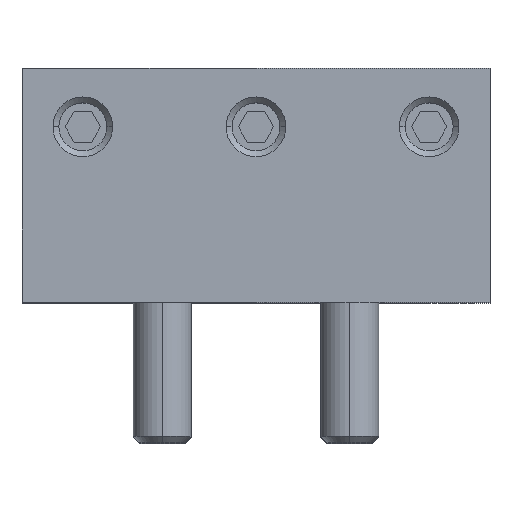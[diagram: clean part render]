
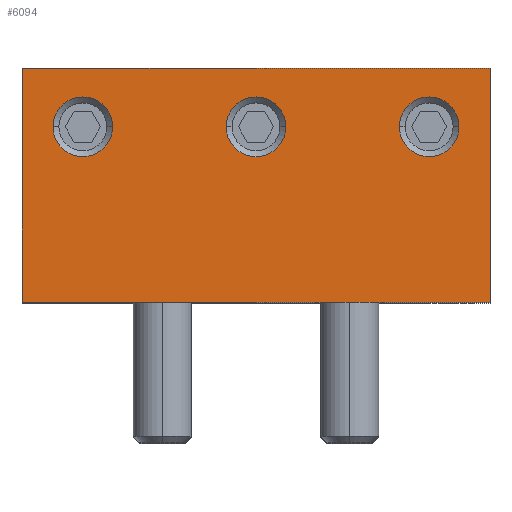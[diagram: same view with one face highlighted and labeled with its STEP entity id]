
A CAD part, top view. The second image highlights one B-rep face of the part: STEP entity #6094.
In plain terms, the highlighted planar face has unit normal (0, 0, 1).
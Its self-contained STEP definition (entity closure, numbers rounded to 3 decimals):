
#86 = CIRCLE ( 'NONE', #764, 1.275 ) ;
#199 = DIRECTION ( 'NONE',  ( 0., 0., 1. ) ) ;
#223 = DIRECTION ( 'NONE',  ( 0., 0., 1. ) ) ;
#245 = CARTESIAN_POINT ( 'NONE',  ( 8.675, 7.5, 13. ) ) ;
#340 = CARTESIAN_POINT ( 'NONE',  ( 10., 10., 13. ) ) ;
#411 = AXIS2_PLACEMENT_3D ( 'NONE', #991, #223, #3666 ) ;
#427 = AXIS2_PLACEMENT_3D ( 'NONE', #5460, #8978, #7498 ) ;
#764 = AXIS2_PLACEMENT_3D ( 'NONE', #6509, #8583, #7154 ) ;
#845 = DIRECTION ( 'NONE',  ( 0., -1., 0. ) ) ;
#846 = LINE ( 'NONE', #340, #1714 ) ;
#991 = CARTESIAN_POINT ( 'NONE',  ( 0., 7.5, 13. ) ) ;
#1032 = LINE ( 'NONE', #4278, #8745 ) ;
#1086 = DIRECTION ( 'NONE',  ( -1., 0., 0. ) ) ;
#1099 = CARTESIAN_POINT ( 'NONE',  ( 7.4, 7.5, 13. ) ) ;
#1108 = FACE_BOUND ( 'NONE', #3240, .T. ) ;
#1213 = FACE_OUTER_BOUND ( 'NONE', #3298, .T. ) ;
#1313 = CARTESIAN_POINT ( 'NONE',  ( 1.275, 7.5, 13. ) ) ;
#1409 = CARTESIAN_POINT ( 'NONE',  ( 10., 10., 13. ) ) ;
#1456 = ORIENTED_EDGE ( 'NONE', *, *, #8439, .F. ) ;
#1525 = ORIENTED_EDGE ( 'NONE', *, *, #1589, .T. ) ;
#1589 = EDGE_CURVE ( 'Defeature ausgef�hrt1_33+Defeature ausgef�hrt1_32+Defeature ausgef�hrt1_30+Defeature ausgef�hrt1_31', #4643, #2232, #1032, .T. ) ;
#1654 = CARTESIAN_POINT ( 'NONE',  ( 6.125, 7.5, 13. ) ) ;
#1705 = CARTESIAN_POINT ( 'NONE',  ( -7.4, 7.5, 13. ) ) ;
#1714 = VECTOR ( 'NONE', #5205, 1000. ) ;
#1791 = CARTESIAN_POINT ( 'NONE',  ( -10., 0., 13. ) ) ;
#1955 = DIRECTION ( 'NONE',  ( 1., 0., 0. ) ) ;
#2034 = CIRCLE ( 'NONE', #3253, 1.275 ) ;
#2086 = VERTEX_POINT ( 'NONE', #4987 ) ;
#2138 = DIRECTION ( 'NONE',  ( 0., 0., -1. ) ) ;
#2232 = VERTEX_POINT ( 'NONE', #1791 ) ;
#2487 = CIRCLE ( 'NONE', #411, 1.275 ) ;
#2510 = DIRECTION ( 'NONE',  ( 0., 0., 1. ) ) ;
#2731 = VERTEX_POINT ( 'NONE', #1654 ) ;
#2737 = VERTEX_POINT ( 'NONE', #245 ) ;
#2842 = VERTEX_POINT ( 'NONE', #7207 ) ;
#2982 = DIRECTION ( 'NONE',  ( 1., 0., 0. ) ) ;
#3071 = DIRECTION ( 'NONE',  ( 1., 0., 0. ) ) ;
#3154 = CARTESIAN_POINT ( 'NONE',  ( -8.675, 7.5, 13. ) ) ;
#3184 = ORIENTED_EDGE ( 'NONE', *, *, #8466, .F. ) ;
#3240 = EDGE_LOOP ( 'NONE', ( #3184, #5199 ) ) ;
#3253 = AXIS2_PLACEMENT_3D ( 'NONE', #1099, #2510, #7445 ) ;
#3298 = EDGE_LOOP ( 'NONE', ( #8293, #6778, #8292, #1525 ) ) ;
#3370 = AXIS2_PLACEMENT_3D ( 'NONE', #8266, #4025, #1955 ) ;
#3450 = CIRCLE ( 'NONE', #3370, 1.275 ) ;
#3594 = ORIENTED_EDGE ( 'NONE', *, *, #6632, .F. ) ;
#3666 = DIRECTION ( 'NONE',  ( 1., 0., 0. ) ) ;
#3837 = AXIS2_PLACEMENT_3D ( 'NONE', #1705, #199, #3071 ) ;
#3991 = VERTEX_POINT ( 'NONE', #1313 ) ;
#4025 = DIRECTION ( 'NONE',  ( 0., 0., 1. ) ) ;
#4147 = LINE ( 'NONE', #6529, #7403 ) ;
#4278 = CARTESIAN_POINT ( 'NONE',  ( -10., 10., 13. ) ) ;
#4283 = EDGE_LOOP ( 'NONE', ( #5685, #5337 ) ) ;
#4299 = CARTESIAN_POINT ( 'NONE',  ( -1.275, 7.5, 13. ) ) ;
#4627 = VERTEX_POINT ( 'NONE', #5484 ) ;
#4643 = VERTEX_POINT ( 'NONE', #6138 ) ;
#4962 = EDGE_CURVE ( 'Defeature ausgef�hrt1_57+Defeature ausgef�hrt1_33+Defeature ausgef�hrt1_33+Defeature ausgef�hrt1_33', #7314, #2842, #7940, .T. ) ;
#4987 = CARTESIAN_POINT ( 'NONE',  ( 10., 10., 13. ) ) ;
#5060 = DIRECTION ( 'NONE',  ( 1., 0., 0. ) ) ;
#5177 = AXIS2_PLACEMENT_3D ( 'NONE', #1409, #2138, #1086 ) ;
#5199 = ORIENTED_EDGE ( 'NONE', *, *, #4962, .F. ) ;
#5205 = DIRECTION ( 'NONE',  ( 0., -1., 0. ) ) ;
#5206 = EDGE_CURVE ( 'Defeature ausgef�hrt1_30+Defeature ausgef�hrt1_33+Defeature ausgef�hrt1_32+Defeature ausgef�hrt1_34', #4643, #2086, #6430, .T. ) ;
#5337 = ORIENTED_EDGE ( 'NONE', *, *, #8513, .F. ) ;
#5460 = CARTESIAN_POINT ( 'NONE',  ( -7.4, 7.5, 13. ) ) ;
#5484 = CARTESIAN_POINT ( 'NONE',  ( 10., 0., 13. ) ) ;
#5685 = ORIENTED_EDGE ( 'NONE', *, *, #6723, .F. ) ;
#5719 = EDGE_CURVE ( 'Defeature ausgef�hrt1_33+Defeature ausgef�hrt1_31+Defeature ausgef�hrt1_32+Defeature ausgef�hrt1_34', #2232, #4627, #4147, .T. ) ;
#6094 = ADVANCED_FACE ( 'Defeature ausgef�hrt1_33', ( #1108, #6768, #8592, #1213 ), #8271, .F. ) ;
#6138 = CARTESIAN_POINT ( 'NONE',  ( -10., 10., 13. ) ) ;
#6379 = VERTEX_POINT ( 'NONE', #4299 ) ;
#6430 = LINE ( 'NONE', #6487, #8810 ) ;
#6487 = CARTESIAN_POINT ( 'NONE',  ( 10., 10., 13. ) ) ;
#6509 = CARTESIAN_POINT ( 'NONE',  ( 7.4, 7.5, 13. ) ) ;
#6529 = CARTESIAN_POINT ( 'NONE',  ( 10., 0., 13. ) ) ;
#6632 = EDGE_CURVE ( 'Defeature ausgef�hrt1_53+Defeature ausgef�hrt1_33+Defeature ausgef�hrt1_33+Defeature ausgef�hrt1_33', #2737, #2731, #2034, .T. ) ;
#6723 = EDGE_CURVE ( 'Defeature ausgef�hrt1_51+Defeature ausgef�hrt1_33+Defeature ausgef�hrt1_33+Defeature ausgef�hrt1_33', #3991, #6379, #3450, .T. ) ;
#6768 = FACE_BOUND ( 'NONE', #8201, .T. ) ;
#6778 = ORIENTED_EDGE ( 'NONE', *, *, #8603, .F. ) ;
#6845 = CIRCLE ( 'NONE', #3837, 1.275 ) ;
#7154 = DIRECTION ( 'NONE',  ( 1., 0., 0. ) ) ;
#7207 = CARTESIAN_POINT ( 'NONE',  ( -6.125, 7.5, 13. ) ) ;
#7314 = VERTEX_POINT ( 'NONE', #3154 ) ;
#7403 = VECTOR ( 'NONE', #2982, 1000. ) ;
#7445 = DIRECTION ( 'NONE',  ( 1., 0., 0. ) ) ;
#7498 = DIRECTION ( 'NONE',  ( 1., 0., 0. ) ) ;
#7940 = CIRCLE ( 'NONE', #427, 1.275 ) ;
#8201 = EDGE_LOOP ( 'NONE', ( #3594, #1456 ) ) ;
#8266 = CARTESIAN_POINT ( 'NONE',  ( 0., 7.5, 13. ) ) ;
#8271 = PLANE ( 'NONE',  #5177 ) ;
#8292 = ORIENTED_EDGE ( 'NONE', *, *, #5206, .F. ) ;
#8293 = ORIENTED_EDGE ( 'NONE', *, *, #5719, .T. ) ;
#8439 = EDGE_CURVE ( 'Defeature ausgef�hrt1_53+Defeature ausgef�hrt1_33+Defeature ausgef�hrt1_33+Defeature ausgef�hrt1_33', #2731, #2737, #86, .T. ) ;
#8466 = EDGE_CURVE ( 'Defeature ausgef�hrt1_57+Defeature ausgef�hrt1_33+Defeature ausgef�hrt1_33+Defeature ausgef�hrt1_33', #2842, #7314, #6845, .T. ) ;
#8513 = EDGE_CURVE ( 'Defeature ausgef�hrt1_51+Defeature ausgef�hrt1_33+Defeature ausgef�hrt1_33+Defeature ausgef�hrt1_33', #6379, #3991, #2487, .T. ) ;
#8583 = DIRECTION ( 'NONE',  ( 0., 0., 1. ) ) ;
#8592 = FACE_BOUND ( 'NONE', #4283, .T. ) ;
#8603 = EDGE_CURVE ( 'Defeature ausgef�hrt1_34+Defeature ausgef�hrt1_33+Defeature ausgef�hrt1_30+Defeature ausgef�hrt1_31', #2086, #4627, #846, .T. ) ;
#8745 = VECTOR ( 'NONE', #845, 1000. ) ;
#8810 = VECTOR ( 'NONE', #5060, 1000. ) ;
#8978 = DIRECTION ( 'NONE',  ( 0., 0., 1. ) ) ;
